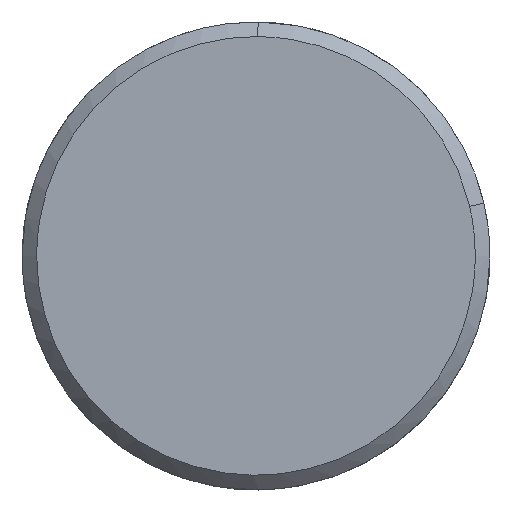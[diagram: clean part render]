
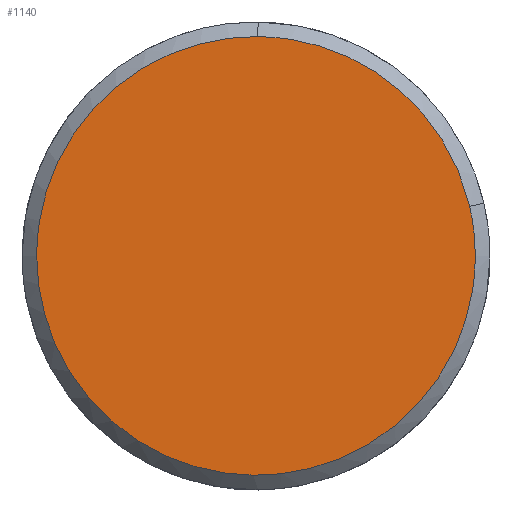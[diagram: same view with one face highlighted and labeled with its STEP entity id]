
A CAD part, top view. The second image highlights one B-rep face of the part: STEP entity #1140.
In plain terms, the highlighted free-form (B-spline) face has degree [1, 1] with [2, 2] control points.
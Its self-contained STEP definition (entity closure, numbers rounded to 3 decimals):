
#273=CARTESIAN_POINT('',(7.307,1.692,9.5));
#274=VERTEX_POINT('',#273);
#280=CARTESIAN_POINT('',(7.5,0.0,9.5));
#281=VERTEX_POINT('',#280);
#282=CARTESIAN_POINT('',(7.5,0.0,9.5));
#283=CARTESIAN_POINT('',(7.5,0.857,9.5));
#284=CARTESIAN_POINT('',(7.307,1.692,9.5));
#292=(BOUNDED_CURVE()B_SPLINE_CURVE(2,(#282,#283,#284),.UNSPECIFIED.,.F.,.U.)B_SPLINE_CURVE_WITH_KNOTS((3,3),(0.5,0.539),.UNSPECIFIED.)CURVE()GEOMETRIC_REPRESENTATION_ITEM()RATIONAL_B_SPLINE_CURVE((1.0,0.955,0.924))REPRESENTATION_ITEM(''));
#293=EDGE_CURVE('',#281,#274,#292,.T.);
#295=CARTESIAN_POINT('',(-7.5,0.0,9.5));
#296=VERTEX_POINT('',#295);
#297=CARTESIAN_POINT('',(-7.5,0.0,9.5));
#298=CARTESIAN_POINT('',(-7.5,-7.5,9.5));
#299=CARTESIAN_POINT('',(0.0,-7.5,9.5));
#300=CARTESIAN_POINT('',(7.5,-7.5,9.5));
#301=CARTESIAN_POINT('',(7.5,0.0,9.5));
#309=(BOUNDED_CURVE()B_SPLINE_CURVE(2,(#297,#298,#299,#300,#301),.UNSPECIFIED.,.F.,.U.)B_SPLINE_CURVE_WITH_KNOTS((3,2,3),(0.0,0.25,0.5),.UNSPECIFIED.)CURVE()GEOMETRIC_REPRESENTATION_ITEM()RATIONAL_B_SPLINE_CURVE((1.0,0.707,1.0,0.707,1.0))REPRESENTATION_ITEM(''));
#310=EDGE_CURVE('',#296,#281,#309,.T.);
#312=CARTESIAN_POINT('',(0.065,7.5,9.5));
#313=VERTEX_POINT('',#312);
#314=CARTESIAN_POINT('',(0.065,7.5,9.5));
#315=CARTESIAN_POINT('',(0.033,7.5,9.5));
#316=CARTESIAN_POINT('',(0.0,7.5,9.5));
#317=CARTESIAN_POINT('',(-7.5,7.5,9.5));
#318=CARTESIAN_POINT('',(-7.5,0.0,9.5));
#326=(BOUNDED_CURVE()B_SPLINE_CURVE(2,(#314,#315,#316,#317,#318),.UNSPECIFIED.,.F.,.U.)B_SPLINE_CURVE_WITH_KNOTS((3,2,3),(0.748,0.75,1.0),.UNSPECIFIED.)CURVE()GEOMETRIC_REPRESENTATION_ITEM()RATIONAL_B_SPLINE_CURVE((0.996,0.998,1.0,0.707,1.0))REPRESENTATION_ITEM(''));
#327=EDGE_CURVE('',#313,#296,#326,.T.);
#429=CARTESIAN_POINT('',(7.307,1.692,9.5));
#430=CARTESIAN_POINT('',(5.974,7.448,9.5));
#431=CARTESIAN_POINT('',(0.065,7.5,9.5));
#439=(BOUNDED_CURVE()B_SPLINE_CURVE(2,(#429,#430,#431),.UNSPECIFIED.,.F.,.U.)B_SPLINE_CURVE_WITH_KNOTS((3,3),(0.539,0.748),.UNSPECIFIED.)CURVE()GEOMETRIC_REPRESENTATION_ITEM()RATIONAL_B_SPLINE_CURVE((0.924,0.754,0.996))REPRESENTATION_ITEM(''));
#440=EDGE_CURVE('',#274,#313,#439,.T.);
#1129=CARTESIAN_POINT('',(-8.249,8.249,9.5));
#1130=CARTESIAN_POINT('',(8.249,8.249,9.5));
#1131=CARTESIAN_POINT('',(-8.249,-8.249,9.5));
#1132=CARTESIAN_POINT('',(8.249,-8.249,9.5));
#1133=B_SPLINE_SURFACE_WITH_KNOTS('',1,1,((#1129,#1131),(#1130,#1132)),.UNSPECIFIED.,.F.,.F.,.U.,(2,2),(2,2),(0.0,16.499),(0.0,16.498),.UNSPECIFIED.);
#1134=ORIENTED_EDGE('',*,*,#310,.T.);
#1135=ORIENTED_EDGE('',*,*,#293,.T.);
#1136=ORIENTED_EDGE('',*,*,#440,.T.);
#1137=ORIENTED_EDGE('',*,*,#327,.T.);
#1138=EDGE_LOOP('',(#1134,#1135,#1136,#1137));
#1139=FACE_OUTER_BOUND('',#1138,.T.);
#1140=ADVANCED_FACE('',(#1139),#1133,.F.);
